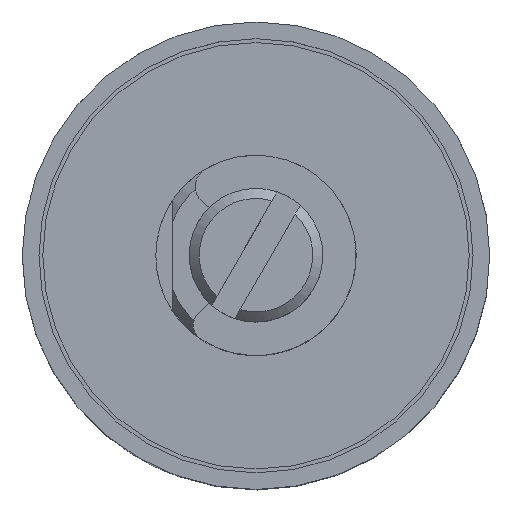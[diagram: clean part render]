
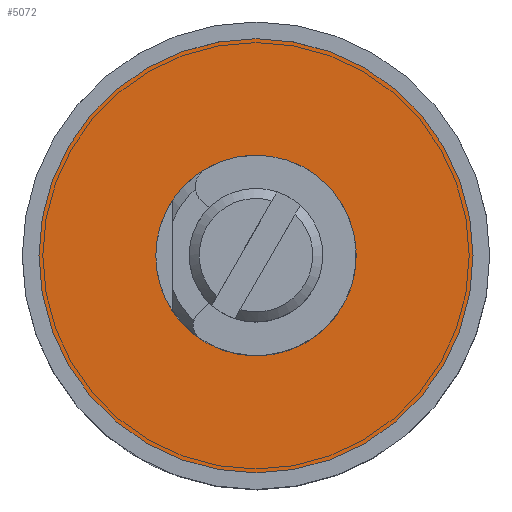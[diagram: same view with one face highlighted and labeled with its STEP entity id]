
A CAD part, top view. The second image highlights one B-rep face of the part: STEP entity #5072.
In plain terms, the highlighted planar face has unit normal (0, 0, 1).
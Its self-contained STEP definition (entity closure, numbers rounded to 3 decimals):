
#238 = FACE_BOUND ( 'NONE', #8069, .T. ) ;
#568 = CARTESIAN_POINT ( 'NONE',  ( 0., 0., 0.5 ) ) ;
#735 = EDGE_CURVE ( 'NONE', #890, #890, #7761, .T. ) ;
#890 = VERTEX_POINT ( 'NONE', #4130 ) ;
#919 = PLANE ( 'NONE',  #3077 ) ;
#956 = EDGE_LOOP ( 'NONE', ( #9490 ) ) ;
#1082 = FACE_OUTER_BOUND ( 'NONE', #956, .T. ) ;
#1105 = AXIS2_PLACEMENT_3D ( 'NONE', #2557, #7150, #1198 ) ;
#1198 = DIRECTION ( 'NONE',  ( 1., 0., 0. ) ) ;
#2557 = CARTESIAN_POINT ( 'NONE',  ( 0., 0., 0.5 ) ) ;
#3077 = AXIS2_PLACEMENT_3D ( 'NONE', #5347, #7612, #6169 ) ;
#4130 = CARTESIAN_POINT ( 'NONE',  ( -3., 0., 0.5 ) ) ;
#4525 = EDGE_CURVE ( 'NONE', #5826, #5826, #4720, .T. ) ;
#4720 = CIRCLE ( 'NONE', #1105, 6.5 ) ;
#5072 = ADVANCED_FACE ( 'NONE', ( #238, #1082 ), #919, .T. ) ;
#5347 = CARTESIAN_POINT ( 'NONE',  ( 3., 0., 0.5 ) ) ;
#5826 = VERTEX_POINT ( 'NONE', #8409 ) ;
#6169 = DIRECTION ( 'NONE',  ( 1., 0., 0. ) ) ;
#7070 = ORIENTED_EDGE ( 'NONE', *, *, #735, .T. ) ;
#7150 = DIRECTION ( 'NONE',  ( 0., 0., 1. ) ) ;
#7612 = DIRECTION ( 'NONE',  ( 0., 0., 1. ) ) ;
#7761 = CIRCLE ( 'NONE', #8767, 3. ) ;
#8069 = EDGE_LOOP ( 'NONE', ( #7070 ) ) ;
#8105 = DIRECTION ( 'NONE',  ( -1., 0., 0. ) ) ;
#8409 = CARTESIAN_POINT ( 'NONE',  ( 6.5, 0., 0.5 ) ) ;
#8767 = AXIS2_PLACEMENT_3D ( 'NONE', #568, #9644, #8105 ) ;
#9490 = ORIENTED_EDGE ( 'NONE', *, *, #4525, .T. ) ;
#9644 = DIRECTION ( 'NONE',  ( 0., 0., -1. ) ) ;
